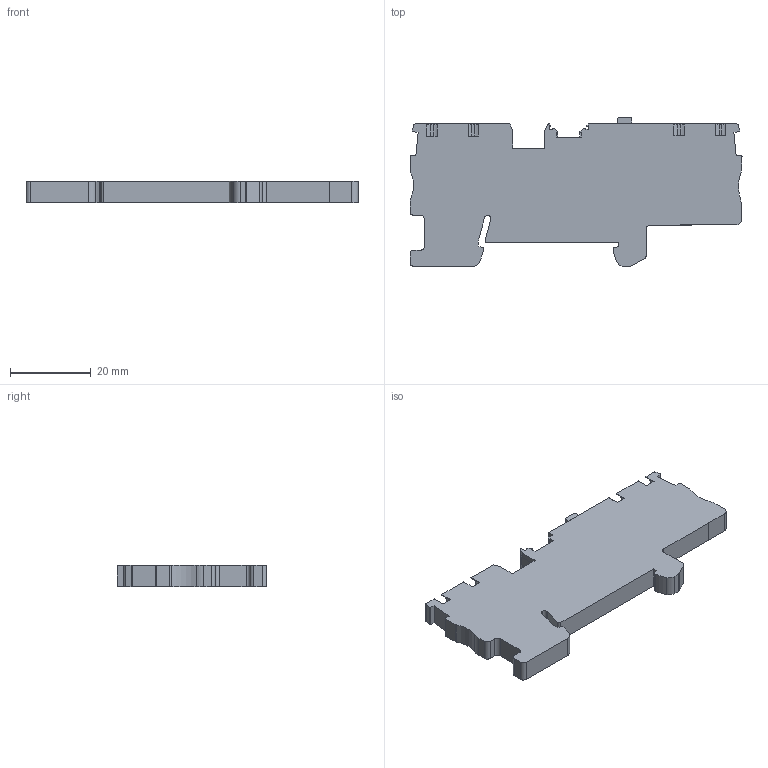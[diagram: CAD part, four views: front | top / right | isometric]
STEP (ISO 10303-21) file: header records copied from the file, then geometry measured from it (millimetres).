
FILE_DESCRIPTION (( 'STEP AP214' ), '1' );
FILE_NAME ('抔樦憵 PTPK2,5-4-XX.step', '2025-09-17T05:47:33', ( '' ), ( '' ), 'SwSTEP 2.0', 'SolidWorks 2024', '' );
FILE_SCHEMA (( 'AUTOMOTIVE_DESIGN' ));
Length unit declared in the file: millimetre
Products named in the file (1): Клемма PTPK2,5-4-XX
Bounding box: 82.2 x 36.9 x 5.2 mm (x, y, z)
Volume: 11506 mm3; surface area: 6616.9 mm2
Topology: 1 solids, 1 shells, 476 faces, 1352 edges, 894 vertices
Faces by surface type: plane 320, cylinder 145, torus 9, cone 2
Entity records: 16905 total; most frequent: CARTESIAN_POINT 3105, ORIENTED_EDGE 2704, DIRECTION 2384, EDGE_CURVE 1352, VECTOR 1030, LINE 1030, VERTEX_POINT 894, AXIS2_PLACEMENT_3D 677
